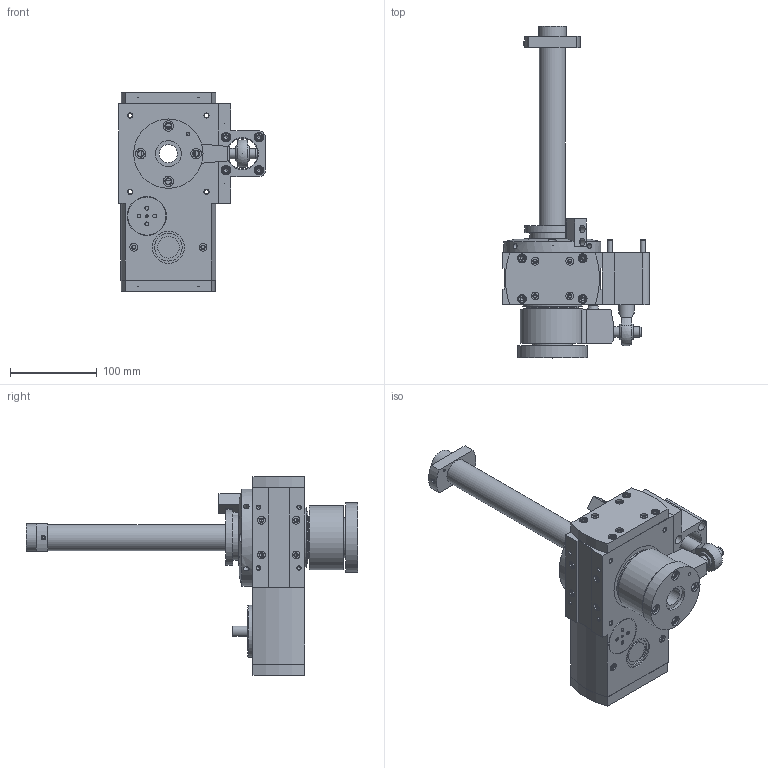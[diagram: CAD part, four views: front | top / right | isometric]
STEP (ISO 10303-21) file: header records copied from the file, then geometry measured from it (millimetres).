
FILE_DESCRIPTION(/* description */ ('STEP AP214'),/* implementation_level */ '2;1');
FILE_NAME(/* name */ '1098559_EHMB-32-200',/* time_stamp */ '2024-08-27T15:46:49+02:00',/* author */ ('License CC BY-ND 4.0'),/* organization */ ('CADENAS'),/* preprocessor_version */ 'ST-DEVELOPER v19.3',/* originating_system */ 'PARTsolutions',/* authorisation */ ' ');
FILE_SCHEMA (('AUTOMOTIVE_DESIGN {1 0 10303 214 3 1 1}'));
Length unit declared in the file: millimetre
Products named in the file (18): 1098559 EHMB-32-200---(0 0); 1094668 EHMB-32; EHMB-32 200---(0); 1098559 EHMB-32-200_(guide); 1098031 EHMB-32; 9262 SGS-M12x1,25---(S_0_0_0); 1093840 EHMB-25; DIN-915 - M3x6(F); 723716 ERMB-32; ISO-4762 M5x16; 4953179 EHMB-32; 8094485 EHMB-32; ISO-4762 M6x60; 1074653 EHMB-32; 1094166 EHMB-32; ISO-4762 M3x30; 552708ERMB-32---(W); 8137184 ZBH-9-B
Assembly tree (34 placements, depth 2):
  1098559 EHMB-32-200---(0 0)
    1094668 EHMB-32
    EHMB-32 200---(0)
    1098559 EHMB-32-200_(guide)
    1098031 EHMB-32
    9262 SGS-M12x1,25---(S_0_0_0)
    1093840 EHMB-25  x2
    DIN-915 - M3x6(F)  x2
    723716 ERMB-32
    ISO-4762 M5x16  x12
    4953179 EHMB-32
    8094485 EHMB-32
    ISO-4762 M6x60  x4
    1074653 EHMB-32
    1094166 EHMB-32
    ISO-4762 M3x30
    552708ERMB-32---(W)
    8137184 ZBH-9-B  x2
Bounding box: 169.5 x 383 x 229.5 mm (x, y, z)
Volume: 1657079.4 mm3; surface area: 424185.2 mm2
Topology: 34 solids, 34 shells, 1292 faces, 2974 edges, 1885 vertices
Faces by surface type: plane 604, cylinder 344, cone 320, torus 20, sphere 4
Full cylindrical faces by diameter (mm): 2 x2, 2.459 x8, 3 x3, 3.242 x2, 3.4 x3, 4 x1, 4.1 x8, 4.134 x38, 4.3 x4, 4.917 x4, 5 x20, 5.5 x17, 6 x8, 6.2 x4, 6.5 x7, 6.6 x4, 6.647 x8, 6.917 x2, 8.5 x18, 9 x22, 10 x24, 10.647 x1, 10.9 x4, 12 x7, 13 x1, 17.776 x1, 20 x2, 21 x1, 24 x1, 25 x2
Entity records: 23478 total; most frequent: DIRECTION 3904, CARTESIAN_POINT 3899, ORIENTED_EDGE 2884, AXIS2_PLACEMENT_3D 1652, FACE_BOUND 1560, EDGE_LOOP 1529, EDGE_CURVE 1442, VERTEX_POINT 1180
